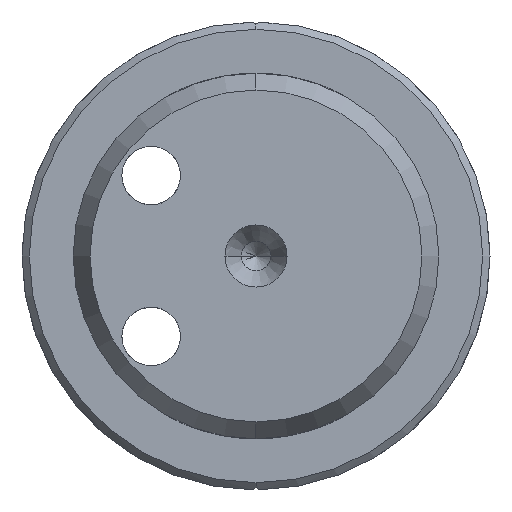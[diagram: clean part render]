
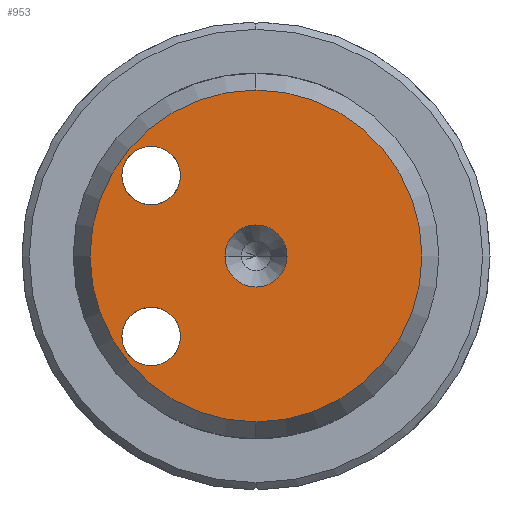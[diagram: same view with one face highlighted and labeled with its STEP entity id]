
A CAD part, left-side view. The second image highlights one B-rep face of the part: STEP entity #953.
In plain terms, the highlighted planar face has unit normal (-1, 0, 0).
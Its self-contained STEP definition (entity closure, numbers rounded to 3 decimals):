
#18 = DIRECTION ( 'NONE',  ( 1., 0., 0. ) ) ;
#27 = PLANE ( 'NONE',  #1409 ) ;
#63 = AXIS2_PLACEMENT_3D ( 'NONE', #3531, #927, #2093 ) ;
#78 = VERTEX_POINT ( 'NONE', #1568 ) ;
#253 = DIRECTION ( 'NONE',  ( 0., 0., -1. ) ) ;
#256 = DIRECTION ( 'NONE',  ( 0., 0., -1. ) ) ;
#313 = FACE_BOUND ( 'NONE', #2830, .T. ) ;
#396 = CIRCLE ( 'NONE', #3273, 2.125 ) ;
#506 = CIRCLE ( 'NONE', #546, 11.345 ) ;
#546 = AXIS2_PLACEMENT_3D ( 'NONE', #1712, #2887, #253 ) ;
#567 = VERTEX_POINT ( 'NONE', #1586 ) ;
#585 = ORIENTED_EDGE ( 'NONE', *, *, #1991, .T. ) ;
#632 = VERTEX_POINT ( 'NONE', #3423 ) ;
#645 = AXIS2_PLACEMENT_3D ( 'NONE', #1716, #2890, #256 ) ;
#646 = VERTEX_POINT ( 'NONE', #806 ) ;
#669 = EDGE_CURVE ( 'NONE', #632, #646, #808, .T. ) ;
#710 = ORIENTED_EDGE ( 'NONE', *, *, #3451, .T. ) ;
#716 = CARTESIAN_POINT ( 'NONE',  ( -167., 0., -11.345 ) ) ;
#754 = AXIS2_PLACEMENT_3D ( 'NONE', #2637, #18, #1184 ) ;
#806 = CARTESIAN_POINT ( 'NONE',  ( -167., 7.17, 7.5 ) ) ;
#808 = CIRCLE ( 'NONE', #809, 2. ) ;
#809 = AXIS2_PLACEMENT_3D ( 'NONE', #3742, #1154, #2322 ) ;
#911 = CARTESIAN_POINT ( 'NONE',  ( -167., 0., 0. ) ) ;
#927 = DIRECTION ( 'NONE',  ( 1., 0., 0. ) ) ;
#953 = ADVANCED_FACE ( 'NONE', ( #2950, #313, #1481, #2645 ), #27, .F. ) ;
#973 = EDGE_CURVE ( 'NONE', #3672, #78, #1419, .T. ) ;
#1128 = DIRECTION ( 'NONE',  ( 0., 1., 0. ) ) ;
#1154 = DIRECTION ( 'NONE',  ( 1., 0., 0. ) ) ;
#1184 = DIRECTION ( 'NONE',  ( 0., 1., 0. ) ) ;
#1193 = CARTESIAN_POINT ( 'NONE',  ( -167., 12.5, 0. ) ) ;
#1377 = CARTESIAN_POINT ( 'NONE',  ( -167., 2.125, 0. ) ) ;
#1409 = AXIS2_PLACEMENT_3D ( 'NONE', #1193, #2363, #3516 ) ;
#1419 = CIRCLE ( 'NONE', #1461, 11.345 ) ;
#1434 = CARTESIAN_POINT ( 'NONE',  ( -167., 7.17, -5.5 ) ) ;
#1461 = AXIS2_PLACEMENT_3D ( 'NONE', #911, #2075, #3249 ) ;
#1481 = FACE_OUTER_BOUND ( 'NONE', #2957, .T. ) ;
#1501 = EDGE_LOOP ( 'NONE', ( #1885, #1582 ) ) ;
#1568 = CARTESIAN_POINT ( 'NONE',  ( -167., 0., 11.345 ) ) ;
#1582 = ORIENTED_EDGE ( 'NONE', *, *, #2085, .T. ) ;
#1586 = CARTESIAN_POINT ( 'NONE',  ( -167., 7.17, -3.5 ) ) ;
#1665 = CIRCLE ( 'NONE', #754, 2.125 ) ;
#1680 = EDGE_CURVE ( 'NONE', #646, #632, #2460, .T. ) ;
#1712 = CARTESIAN_POINT ( 'NONE',  ( -167., 0., 0. ) ) ;
#1716 = CARTESIAN_POINT ( 'NONE',  ( -167., 7.17, -5.5 ) ) ;
#1759 = CIRCLE ( 'NONE', #2065, 2. ) ;
#1833 = VERTEX_POINT ( 'NONE', #3379 ) ;
#1885 = ORIENTED_EDGE ( 'NONE', *, *, #2815, .T. ) ;
#1991 = EDGE_CURVE ( 'NONE', #78, #3672, #506, .T. ) ;
#2038 = ORIENTED_EDGE ( 'NONE', *, *, #1680, .T. ) ;
#2065 = AXIS2_PLACEMENT_3D ( 'NONE', #1434, #2597, #3738 ) ;
#2075 = DIRECTION ( 'NONE',  ( -1., 0., 0. ) ) ;
#2085 = EDGE_CURVE ( 'NONE', #3081, #3721, #1665, .T. ) ;
#2093 = DIRECTION ( 'NONE',  ( 0., 0., -1. ) ) ;
#2308 = CIRCLE ( 'NONE', #645, 2. ) ;
#2322 = DIRECTION ( 'NONE',  ( 0., 0., -1. ) ) ;
#2363 = DIRECTION ( 'NONE',  ( 1., 0., 0. ) ) ;
#2431 = EDGE_LOOP ( 'NONE', ( #2658, #2038 ) ) ;
#2460 = CIRCLE ( 'NONE', #63, 2. ) ;
#2487 = EDGE_CURVE ( 'NONE', #1833, #567, #1759, .T. ) ;
#2581 = CARTESIAN_POINT ( 'NONE',  ( -167., 0., 0. ) ) ;
#2597 = DIRECTION ( 'NONE',  ( 1., 0., 0. ) ) ;
#2637 = CARTESIAN_POINT ( 'NONE',  ( -167., 0., 0. ) ) ;
#2645 = FACE_BOUND ( 'NONE', #1501, .T. ) ;
#2658 = ORIENTED_EDGE ( 'NONE', *, *, #669, .T. ) ;
#2711 = ORIENTED_EDGE ( 'NONE', *, *, #973, .T. ) ;
#2815 = EDGE_CURVE ( 'NONE', #3721, #3081, #396, .T. ) ;
#2830 = EDGE_LOOP ( 'NONE', ( #2853, #710 ) ) ;
#2853 = ORIENTED_EDGE ( 'NONE', *, *, #2487, .T. ) ;
#2887 = DIRECTION ( 'NONE',  ( -1., 0., 0. ) ) ;
#2890 = DIRECTION ( 'NONE',  ( 1., 0., 0. ) ) ;
#2950 = FACE_BOUND ( 'NONE', #2431, .T. ) ;
#2957 = EDGE_LOOP ( 'NONE', ( #2711, #585 ) ) ;
#3081 = VERTEX_POINT ( 'NONE', #1377 ) ;
#3249 = DIRECTION ( 'NONE',  ( 0., 0., -1. ) ) ;
#3273 = AXIS2_PLACEMENT_3D ( 'NONE', #2581, #3723, #1128 ) ;
#3377 = CARTESIAN_POINT ( 'NONE',  ( -167., -2.125, 0. ) ) ;
#3379 = CARTESIAN_POINT ( 'NONE',  ( -167., 7.17, -7.5 ) ) ;
#3423 = CARTESIAN_POINT ( 'NONE',  ( -167., 7.17, 3.5 ) ) ;
#3451 = EDGE_CURVE ( 'NONE', #567, #1833, #2308, .T. ) ;
#3516 = DIRECTION ( 'NONE',  ( 0., 0., -1. ) ) ;
#3531 = CARTESIAN_POINT ( 'NONE',  ( -167., 7.17, 5.5 ) ) ;
#3672 = VERTEX_POINT ( 'NONE', #716 ) ;
#3721 = VERTEX_POINT ( 'NONE', #3377 ) ;
#3723 = DIRECTION ( 'NONE',  ( 1., 0., 0. ) ) ;
#3738 = DIRECTION ( 'NONE',  ( 0., 0., -1. ) ) ;
#3742 = CARTESIAN_POINT ( 'NONE',  ( -167., 7.17, 5.5 ) ) ;
